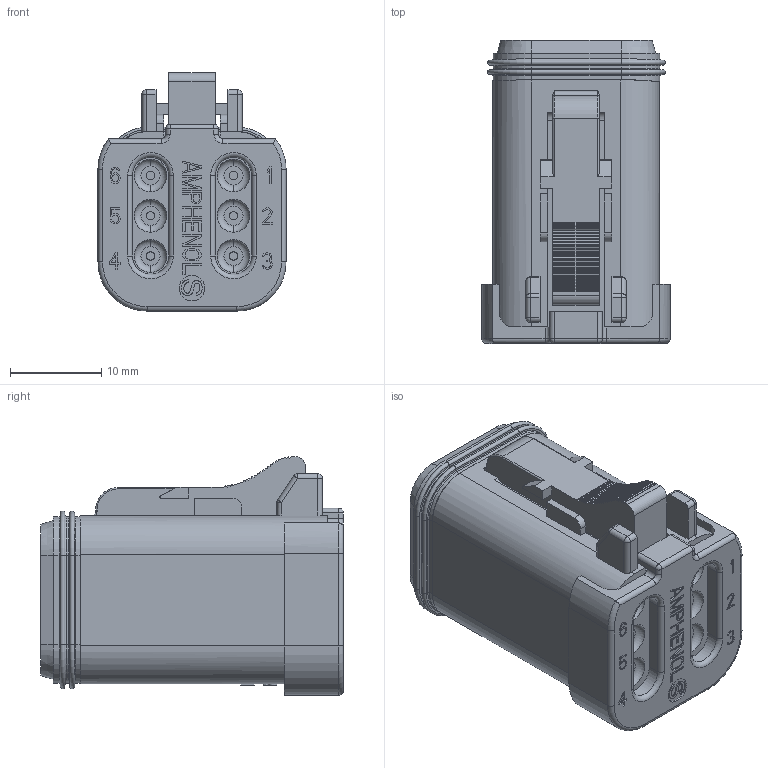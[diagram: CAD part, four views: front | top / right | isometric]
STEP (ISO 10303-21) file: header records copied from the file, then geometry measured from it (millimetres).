
FILE_DESCRIPTION((''),'2;1');
FILE_NAME('PRT0001','2016-04-22T',('Jony.xie'),(''),'PRO/ENGINEER BY PARAMETRIC TECHNOLOGY CORPORATION, 2013230','PRO/ENGINEER BY PARAMETRIC TECHNOLOGY CORPORATION, 2013230','');
FILE_SCHEMA(('CONFIG_CONTROL_DESIGN'));
Length unit declared in the file: millimetre
Products named in the file (1): PRT0001
Bounding box: 20.65 x 33.25 x 26.16 mm (x, y, z)
Volume: 11154.7 mm3; surface area: 4193.3 mm2
Topology: 1 solids, 1 shells, 1501 faces, 4212 edges, 2781 vertices
Faces by surface type: plane 1223, cylinder 165, torus 56, extrusion 33, sphere 14, cone 10
Entity records: 48076 total; most frequent: CARTESIAN_POINT 9189, ORIENTED_EDGE 8398, DIRECTION 7494, EDGE_CURVE 4199, VECTOR 3640, LINE 3607, VERTEX_POINT 2781, AXIS2_PLACEMENT_3D 1927
